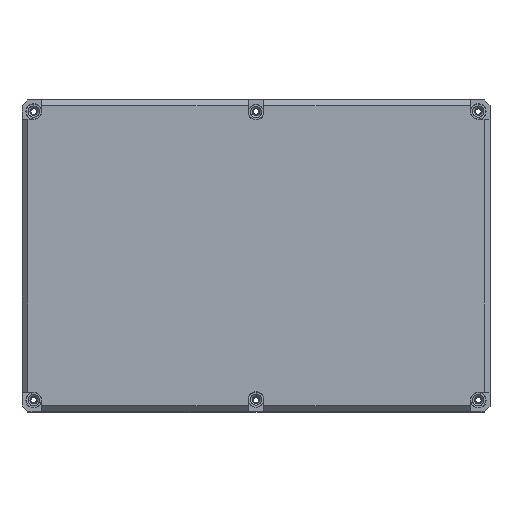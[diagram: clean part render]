
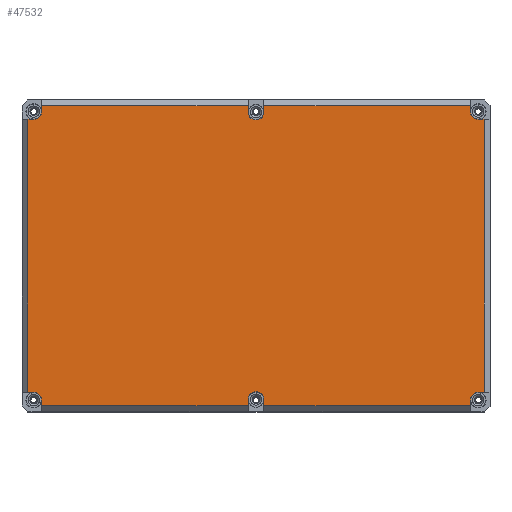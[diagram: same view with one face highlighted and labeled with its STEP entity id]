
A CAD part, top view. The second image highlights one B-rep face of the part: STEP entity #47532.
In plain terms, the highlighted planar face has unit normal (0, 0, 1).
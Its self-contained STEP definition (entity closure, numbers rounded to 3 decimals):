
#40013=DIRECTION('',(-1.,0.,0.));
#40014=VECTOR('',#40013,105.948);
#40015=CARTESIAN_POINT('',(109.974,77.,15.));
#40016=LINE('',#40015,#40014);
#40029=DIRECTION('',(-1.,0.,0.));
#40030=VECTOR('',#40029,105.948);
#40031=CARTESIAN_POINT('',(-4.026,77.,15.));
#40032=LINE('',#40031,#40030);
#40087=DIRECTION('',(0.,1.,0.));
#40088=VECTOR('',#40087,139.948);
#40089=CARTESIAN_POINT('',(117.,-69.974,15.));
#40090=LINE('',#40089,#40088);
#40183=DIRECTION('',(1.,0.,0.));
#40184=VECTOR('',#40183,105.948);
#40185=CARTESIAN_POINT('',(4.026,-77.,15.));
#40186=LINE('',#40185,#40184);
#40199=DIRECTION('',(1.,0.,0.));
#40200=VECTOR('',#40199,105.948);
#40201=CARTESIAN_POINT('',(-109.974,-77.,15.));
#40202=LINE('',#40201,#40200);
#40207=DIRECTION('',(0.,-1.,0.));
#40208=VECTOR('',#40207,3.);
#40209=CARTESIAN_POINT('',(109.974,77.,15.));
#40210=LINE('',#40209,#40208);
#40211=CARTESIAN_POINT('',(114.,74.,15.));
#40212=DIRECTION('',(0.,0.,1.));
#40213=DIRECTION('',(-1.,0.,0.));
#40214=AXIS2_PLACEMENT_3D('',#40211,#40212,#40213);
#40216=DIRECTION('',(-1.,0.,0.));
#40217=VECTOR('',#40216,3.);
#40218=CARTESIAN_POINT('',(117.,69.974,15.));
#40219=LINE('',#40218,#40217);
#40220=DIRECTION('',(-1.,0.,0.));
#40221=VECTOR('',#40220,3.);
#40222=CARTESIAN_POINT('',(117.,-69.974,15.));
#40223=LINE('',#40222,#40221);
#40224=CARTESIAN_POINT('',(114.,-74.,15.));
#40225=DIRECTION('',(0.,0.,1.));
#40226=DIRECTION('',(0.,1.,0.));
#40227=AXIS2_PLACEMENT_3D('',#40224,#40225,#40226);
#40229=DIRECTION('',(0.,1.,0.));
#40230=VECTOR('',#40229,3.);
#40231=CARTESIAN_POINT('',(109.974,-77.,15.));
#40232=LINE('',#40231,#40230);
#40233=DIRECTION('',(0.,1.,0.));
#40234=VECTOR('',#40233,3.3);
#40235=CARTESIAN_POINT('',(4.026,-77.,15.));
#40236=LINE('',#40235,#40234);
#40237=CARTESIAN_POINT('',(0.,-73.7,15.));
#40238=DIRECTION('',(0.,0.,1.));
#40239=DIRECTION('',(1.,0.,0.));
#40240=AXIS2_PLACEMENT_3D('',#40237,#40238,#40239);
#40242=DIRECTION('',(0.,1.,0.));
#40243=VECTOR('',#40242,3.3);
#40244=CARTESIAN_POINT('',(-4.026,-77.,15.));
#40245=LINE('',#40244,#40243);
#40246=DIRECTION('',(0.,1.,0.));
#40247=VECTOR('',#40246,3.);
#40248=CARTESIAN_POINT('',(-109.974,-77.,15.));
#40249=LINE('',#40248,#40247);
#40250=CARTESIAN_POINT('',(-114.,-74.,15.));
#40251=DIRECTION('',(0.,0.,1.));
#40252=DIRECTION('',(1.,0.,0.));
#40253=AXIS2_PLACEMENT_3D('',#40250,#40251,#40252);
#40255=DIRECTION('',(1.,0.,0.));
#40256=VECTOR('',#40255,3.);
#40257=CARTESIAN_POINT('',(-117.,-69.974,15.));
#40258=LINE('',#40257,#40256);
#40259=DIRECTION('',(1.,0.,0.));
#40260=VECTOR('',#40259,3.);
#40261=CARTESIAN_POINT('',(-117.,69.974,15.));
#40262=LINE('',#40261,#40260);
#40263=CARTESIAN_POINT('',(-114.,74.,15.));
#40264=DIRECTION('',(0.,0.,1.));
#40265=DIRECTION('',(0.,-1.,0.));
#40266=AXIS2_PLACEMENT_3D('',#40263,#40264,#40265);
#40268=DIRECTION('',(0.,-1.,0.));
#40269=VECTOR('',#40268,3.);
#40270=CARTESIAN_POINT('',(-109.974,77.,15.));
#40271=LINE('',#40270,#40269);
#40272=DIRECTION('',(0.,-1.,0.));
#40273=VECTOR('',#40272,3.3);
#40274=CARTESIAN_POINT('',(-4.026,77.,15.));
#40275=LINE('',#40274,#40273);
#40276=CARTESIAN_POINT('',(0.,73.7,15.));
#40277=DIRECTION('',(0.,0.,1.));
#40278=DIRECTION('',(-1.,0.,0.));
#40279=AXIS2_PLACEMENT_3D('',#40276,#40277,#40278);
#40281=DIRECTION('',(0.,-1.,0.));
#40282=VECTOR('',#40281,3.3);
#40283=CARTESIAN_POINT('',(4.026,77.,15.));
#40284=LINE('',#40283,#40282);
#40357=DIRECTION('',(0.,-1.,0.));
#40358=VECTOR('',#40357,139.948);
#40359=CARTESIAN_POINT('',(-117.,69.974,15.));
#40360=LINE('',#40359,#40358);
#42185=CARTESIAN_POINT('',(109.974,77.,15.));
#42186=CARTESIAN_POINT('',(109.974,74.,15.));
#42187=VERTEX_POINT('',#42185);
#42188=VERTEX_POINT('',#42186);
#42189=CARTESIAN_POINT('',(114.,69.974,15.));
#42190=VERTEX_POINT('',#42189);
#42191=CARTESIAN_POINT('',(117.,69.974,15.));
#42192=VERTEX_POINT('',#42191);
#42193=CARTESIAN_POINT('',(-4.026,77.,15.));
#42194=CARTESIAN_POINT('',(-4.026,73.7,15.));
#42195=VERTEX_POINT('',#42193);
#42196=VERTEX_POINT('',#42194);
#42197=CARTESIAN_POINT('',(4.026,73.7,15.));
#42198=VERTEX_POINT('',#42197);
#42199=CARTESIAN_POINT('',(4.026,77.,15.));
#42200=VERTEX_POINT('',#42199);
#42201=CARTESIAN_POINT('',(-114.,69.974,15.));
#42202=CARTESIAN_POINT('',(-109.974,74.,15.));
#42203=VERTEX_POINT('',#42201);
#42204=VERTEX_POINT('',#42202);
#42205=CARTESIAN_POINT('',(-109.974,77.,15.));
#42206=VERTEX_POINT('',#42205);
#42207=CARTESIAN_POINT('',(-117.,69.974,15.));
#42208=VERTEX_POINT('',#42207);
#42209=CARTESIAN_POINT('',(117.,-69.974,15.));
#42210=CARTESIAN_POINT('',(114.,-69.974,15.));
#42211=VERTEX_POINT('',#42209);
#42212=VERTEX_POINT('',#42210);
#42213=CARTESIAN_POINT('',(109.974,-74.,15.));
#42214=VERTEX_POINT('',#42213);
#42215=CARTESIAN_POINT('',(109.974,-77.,15.));
#42216=VERTEX_POINT('',#42215);
#42217=CARTESIAN_POINT('',(4.026,-77.,15.));
#42218=CARTESIAN_POINT('',(4.026,-73.7,15.));
#42219=VERTEX_POINT('',#42217);
#42220=VERTEX_POINT('',#42218);
#42221=CARTESIAN_POINT('',(-4.026,-73.7,15.));
#42222=VERTEX_POINT('',#42221);
#42223=CARTESIAN_POINT('',(-4.026,-77.,15.));
#42224=VERTEX_POINT('',#42223);
#42225=CARTESIAN_POINT('',(-117.,-69.974,15.));
#42226=CARTESIAN_POINT('',(-114.,-69.974,15.));
#42227=VERTEX_POINT('',#42225);
#42228=VERTEX_POINT('',#42226);
#42229=CARTESIAN_POINT('',(-109.974,-77.,15.));
#42230=CARTESIAN_POINT('',(-109.974,-74.,15.));
#42231=VERTEX_POINT('',#42229);
#42232=VERTEX_POINT('',#42230);
#47489=CARTESIAN_POINT('',(0.,0.,15.));
#47490=DIRECTION('',(0.,0.,1.));
#47491=DIRECTION('',(1.,0.,0.));
#47492=AXIS2_PLACEMENT_3D('',#47489,#47490,#47491);
#47493=PLANE('',#47492);
#47494=ORIENTED_EDGE('',*,*,#47261,.T.);
#47495=ORIENTED_EDGE('',*,*,#47279,.T.);
#47496=ORIENTED_EDGE('',*,*,#47334,.F.);
#47497=ORIENTED_EDGE('',*,*,#47350,.F.);
#47499=ORIENTED_EDGE('',*,*,#47498,.T.);
#47501=ORIENTED_EDGE('',*,*,#47500,.T.);
#47502=ORIENTED_EDGE('',*,*,#47482,.F.);
#47503=ORIENTED_EDGE('',*,*,#47455,.F.);
#47505=ORIENTED_EDGE('',*,*,#47504,.T.);
#47507=ORIENTED_EDGE('',*,*,#47506,.T.);
#47509=ORIENTED_EDGE('',*,*,#47508,.F.);
#47510=ORIENTED_EDGE('',*,*,#47470,.F.);
#47512=ORIENTED_EDGE('',*,*,#47511,.T.);
#47513=ORIENTED_EDGE('',*,*,#46992,.T.);
#47515=ORIENTED_EDGE('',*,*,#47514,.F.);
#47517=ORIENTED_EDGE('',*,*,#47516,.F.);
#47519=ORIENTED_EDGE('',*,*,#47518,.T.);
#47520=ORIENTED_EDGE('',*,*,#47173,.T.);
#47521=ORIENTED_EDGE('',*,*,#47216,.F.);
#47522=ORIENTED_EDGE('',*,*,#47245,.F.);
#47524=ORIENTED_EDGE('',*,*,#47523,.T.);
#47526=ORIENTED_EDGE('',*,*,#47525,.T.);
#47528=ORIENTED_EDGE('',*,*,#47527,.F.);
#47529=ORIENTED_EDGE('',*,*,#47229,.F.);
#47530=EDGE_LOOP('',(#47494,#47495,#47496,#47497,#47499,#47501,#47502,#47503,
#47505,#47507,#47509,#47510,#47512,#47513,#47515,#47517,#47519,#47520,#47521,
#47522,#47524,#47526,#47528,#47529));
#47531=FACE_OUTER_BOUND('',#47530,.F.);
#47532=ADVANCED_FACE('',(#47531),#47493,.T.);
#40215=CIRCLE('',#40214,4.026);
#40228=CIRCLE('',#40227,4.026);
#40241=CIRCLE('',#40240,4.026);
#40254=CIRCLE('',#40253,4.026);
#40267=CIRCLE('',#40266,4.026);
#40280=CIRCLE('',#40279,4.026);
#46992=EDGE_CURVE('',#42232,#42228,#40254,.T.);
#47173=EDGE_CURVE('',#42203,#42204,#40267,.T.);
#47216=EDGE_CURVE('',#42206,#42204,#40271,.T.);
#47229=EDGE_CURVE('',#42187,#42200,#40016,.T.);
#47245=EDGE_CURVE('',#42195,#42206,#40032,.T.);
#47261=EDGE_CURVE('',#42187,#42188,#40210,.T.);
#47279=EDGE_CURVE('',#42188,#42190,#40215,.T.);
#47334=EDGE_CURVE('',#42192,#42190,#40219,.T.);
#47350=EDGE_CURVE('',#42211,#42192,#40090,.T.);
#47455=EDGE_CURVE('',#42219,#42216,#40186,.T.);
#47470=EDGE_CURVE('',#42231,#42224,#40202,.T.);
#47482=EDGE_CURVE('',#42216,#42214,#40232,.T.);
#47498=EDGE_CURVE('',#42211,#42212,#40223,.T.);
#47500=EDGE_CURVE('',#42212,#42214,#40228,.T.);
#47504=EDGE_CURVE('',#42219,#42220,#40236,.T.);
#47506=EDGE_CURVE('',#42220,#42222,#40241,.T.);
#47508=EDGE_CURVE('',#42224,#42222,#40245,.T.);
#47511=EDGE_CURVE('',#42231,#42232,#40249,.T.);
#47514=EDGE_CURVE('',#42227,#42228,#40258,.T.);
#47516=EDGE_CURVE('',#42208,#42227,#40360,.T.);
#47518=EDGE_CURVE('',#42208,#42203,#40262,.T.);
#47523=EDGE_CURVE('',#42195,#42196,#40275,.T.);
#47525=EDGE_CURVE('',#42196,#42198,#40280,.T.);
#47527=EDGE_CURVE('',#42200,#42198,#40284,.T.);
